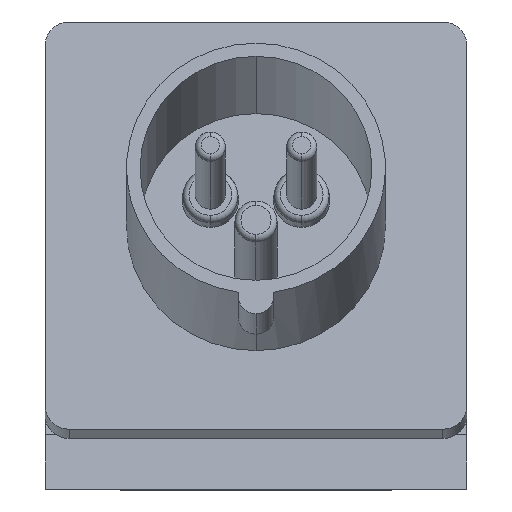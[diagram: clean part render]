
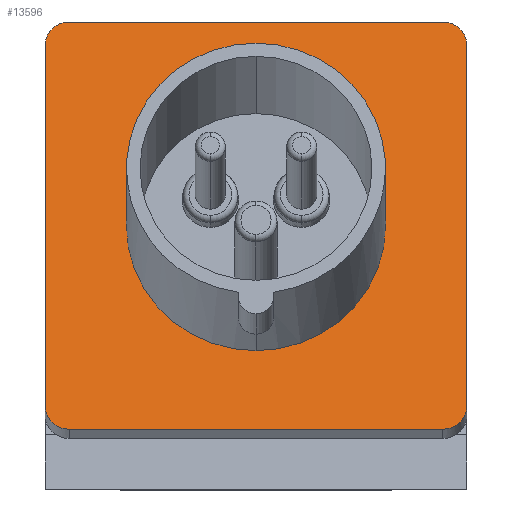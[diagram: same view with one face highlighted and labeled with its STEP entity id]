
A CAD part, top view. The second image highlights one B-rep face of the part: STEP entity #13596.
In plain terms, the highlighted planar face has unit normal (0, 0.259, 0.966).
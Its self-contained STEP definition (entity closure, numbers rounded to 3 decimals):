
#372 = CARTESIAN_POINT ( 'NONE',  ( -35., 73.689, 71.967 ) ) ;
#390 = AXIS2_PLACEMENT_3D ( 'NONE', #13774, #6874, #14911 ) ;
#434 = FACE_OUTER_BOUND ( 'NONE', #14707, .T. ) ;
#721 = ORIENTED_EDGE ( 'NONE', *, *, #2000, .T. ) ;
#809 = CARTESIAN_POINT ( 'NONE',  ( 31., 77.553, 70.931 ) ) ;
#1043 = CIRCLE ( 'NONE', #390, 4. ) ;
#1165 = DIRECTION ( 'NONE',  ( 0., 0.259, 0.966 ) ) ;
#1230 = CARTESIAN_POINT ( 'NONE',  ( -35., 77.553, 70.931 ) ) ;
#1376 = CARTESIAN_POINT ( 'NONE',  ( 31., 9.938, 89.049 ) ) ;
#1507 = CIRCLE ( 'NONE', #3438, 4. ) ;
#1780 = CARTESIAN_POINT ( 'NONE',  ( 0., 22.978, 85.555 ) ) ;
#1932 = EDGE_CURVE ( 'NONE', #11392, #9776, #4840, .T. ) ;
#1959 = AXIS2_PLACEMENT_3D ( 'NONE', #9172, #2142, #10364 ) ;
#2000 = EDGE_CURVE ( 'NONE', #2396, #2184, #1507, .T. ) ;
#2057 = DIRECTION ( 'NONE',  ( 0., 0.259, 0.966 ) ) ;
#2142 = DIRECTION ( 'NONE',  ( 0., 0.259, 0.966 ) ) ;
#2184 = VERTEX_POINT ( 'NONE', #809 ) ;
#2396 = VERTEX_POINT ( 'NONE', #10583 ) ;
#2426 = EDGE_CURVE ( 'NONE', #2184, #2575, #2568, .T. ) ;
#2465 = VECTOR ( 'NONE', #5934, 1000. ) ;
#2568 = LINE ( 'NONE', #1230, #2465 ) ;
#2575 = VERTEX_POINT ( 'NONE', #14878 ) ;
#2628 = ORIENTED_EDGE ( 'NONE', *, *, #2426, .T. ) ;
#2736 = EDGE_CURVE ( 'NONE', #2575, #4439, #1043, .T. ) ;
#2821 = CARTESIAN_POINT ( 'NONE',  ( -35., 13.802, 88.013 ) ) ;
#2924 = DIRECTION ( 'NONE',  ( 0., 0.966, -0.259 ) ) ;
#3146 = DIRECTION ( 'NONE',  ( 1., 0., 0. ) ) ;
#3148 = EDGE_CURVE ( 'NONE', #4439, #8773, #14487, .T. ) ;
#3215 = FACE_BOUND ( 'NONE', #13469, .T. ) ;
#3237 = EDGE_CURVE ( 'NONE', #7178, #2396, #13655, .T. ) ;
#3352 = ORIENTED_EDGE ( 'NONE', *, *, #3555, .T. ) ;
#3409 = CARTESIAN_POINT ( 'NONE',  ( 31., 13.802, 88.013 ) ) ;
#3438 = AXIS2_PLACEMENT_3D ( 'NONE', #9083, #2057, #10271 ) ;
#3541 = ORIENTED_EDGE ( 'NONE', *, *, #3148, .T. ) ;
#3555 = EDGE_CURVE ( 'NONE', #8773, #8067, #10662, .T. ) ;
#3679 = EDGE_CURVE ( 'NONE', #8067, #10102, #9715, .T. ) ;
#3740 = AXIS2_PLACEMENT_3D ( 'NONE', #3409, #11580, #4560 ) ;
#3754 = EDGE_CURVE ( 'NONE', #10102, #7178, #9144, .T. ) ;
#3799 = AXIS2_PLACEMENT_3D ( 'NONE', #11259, #4231, #12366 ) ;
#3865 = DIRECTION ( 'NONE',  ( 0., -0.966, 0.259 ) ) ;
#3986 = DIRECTION ( 'NONE',  ( 0., -0.966, 0.259 ) ) ;
#4231 = DIRECTION ( 'NONE',  ( 0., 0.259, 0.966 ) ) ;
#4439 = VERTEX_POINT ( 'NONE', #372 ) ;
#4560 = DIRECTION ( 'NONE',  ( 0., -0.966, 0.259 ) ) ;
#4840 = CIRCLE ( 'NONE', #3799, 21.5 ) ;
#4971 = CARTESIAN_POINT ( 'NONE',  ( -31., 9.938, 89.049 ) ) ;
#5520 = AXIS2_PLACEMENT_3D ( 'NONE', #8634, #11006, #3986 ) ;
#5934 = DIRECTION ( 'NONE',  ( -1., 0., 0. ) ) ;
#6460 = CARTESIAN_POINT ( 'NONE',  ( 0., 64.513, 74.425 ) ) ;
#6726 = ORIENTED_EDGE ( 'NONE', *, *, #3237, .T. ) ;
#6874 = DIRECTION ( 'NONE',  ( 0., 0.259, 0.966 ) ) ;
#7178 = VERTEX_POINT ( 'NONE', #9176 ) ;
#7525 = ORIENTED_EDGE ( 'NONE', *, *, #1932, .F. ) ;
#8067 = VERTEX_POINT ( 'NONE', #4971 ) ;
#8191 = CARTESIAN_POINT ( 'NONE',  ( -31., 13.802, 88.013 ) ) ;
#8634 = CARTESIAN_POINT ( 'NONE',  ( 0., 22.928, 85.568 ) ) ;
#8773 = VERTEX_POINT ( 'NONE', #2821 ) ;
#8844 = ORIENTED_EDGE ( 'NONE', *, *, #3679, .T. ) ;
#9083 = CARTESIAN_POINT ( 'NONE',  ( 31., 73.689, 71.967 ) ) ;
#9144 = CIRCLE ( 'NONE', #3740, 4. ) ;
#9172 = CARTESIAN_POINT ( 'NONE',  ( 0., 43.746, 79.99 ) ) ;
#9176 = CARTESIAN_POINT ( 'NONE',  ( 35., 13.802, 88.013 ) ) ;
#9386 = DIRECTION ( 'NONE',  ( 0., -0.966, 0.259 ) ) ;
#9715 = LINE ( 'NONE', #11322, #9914 ) ;
#9776 = VERTEX_POINT ( 'NONE', #1780 ) ;
#9914 = VECTOR ( 'NONE', #3146, 1000. ) ;
#9933 = ORIENTED_EDGE ( 'NONE', *, *, #11071, .F. ) ;
#9991 = ORIENTED_EDGE ( 'NONE', *, *, #2736, .T. ) ;
#10102 = VERTEX_POINT ( 'NONE', #1376 ) ;
#10271 = DIRECTION ( 'NONE',  ( 0., -0.966, 0.259 ) ) ;
#10364 = DIRECTION ( 'NONE',  ( 0., -0.966, 0.259 ) ) ;
#10525 = ORIENTED_EDGE ( 'NONE', *, *, #3754, .T. ) ;
#10583 = CARTESIAN_POINT ( 'NONE',  ( 35., 73.689, 71.967 ) ) ;
#10662 = CIRCLE ( 'NONE', #14932, 4. ) ;
#10939 = CARTESIAN_POINT ( 'NONE',  ( -35., 77.553, 70.931 ) ) ;
#11006 = DIRECTION ( 'NONE',  ( 0., 0.259, 0.966 ) ) ;
#11071 = EDGE_CURVE ( 'NONE', #9776, #11392, #12220, .T. ) ;
#11130 = CARTESIAN_POINT ( 'NONE',  ( 35., 77.553, 70.931 ) ) ;
#11259 = CARTESIAN_POINT ( 'NONE',  ( 0., 43.746, 79.99 ) ) ;
#11322 = CARTESIAN_POINT ( 'NONE',  ( -35., 9.938, 89.049 ) ) ;
#11392 = VERTEX_POINT ( 'NONE', #6460 ) ;
#11580 = DIRECTION ( 'NONE',  ( 0., 0.259, 0.966 ) ) ;
#12220 = CIRCLE ( 'NONE', #1959, 21.5 ) ;
#12366 = DIRECTION ( 'NONE',  ( 0., -0.966, 0.259 ) ) ;
#13233 = PLANE ( 'NONE',  #5520 ) ;
#13466 = VECTOR ( 'NONE', #2924, 1000. ) ;
#13469 = EDGE_LOOP ( 'NONE', ( #7525, #9933 ) ) ;
#13596 = ADVANCED_FACE ( 'NONE', ( #434, #3215 ), #13233, .T. ) ;
#13655 = LINE ( 'NONE', #11130, #13466 ) ;
#13774 = CARTESIAN_POINT ( 'NONE',  ( -31., 73.689, 71.967 ) ) ;
#14368 = VECTOR ( 'NONE', #3865, 1000. ) ;
#14487 = LINE ( 'NONE', #10939, #14368 ) ;
#14707 = EDGE_LOOP ( 'NONE', ( #3541, #3352, #8844, #10525, #6726, #721, #2628, #9991 ) ) ;
#14878 = CARTESIAN_POINT ( 'NONE',  ( -31., 77.553, 70.931 ) ) ;
#14911 = DIRECTION ( 'NONE',  ( 0., -0.966, 0.259 ) ) ;
#14932 = AXIS2_PLACEMENT_3D ( 'NONE', #8191, #1165, #9386 ) ;
